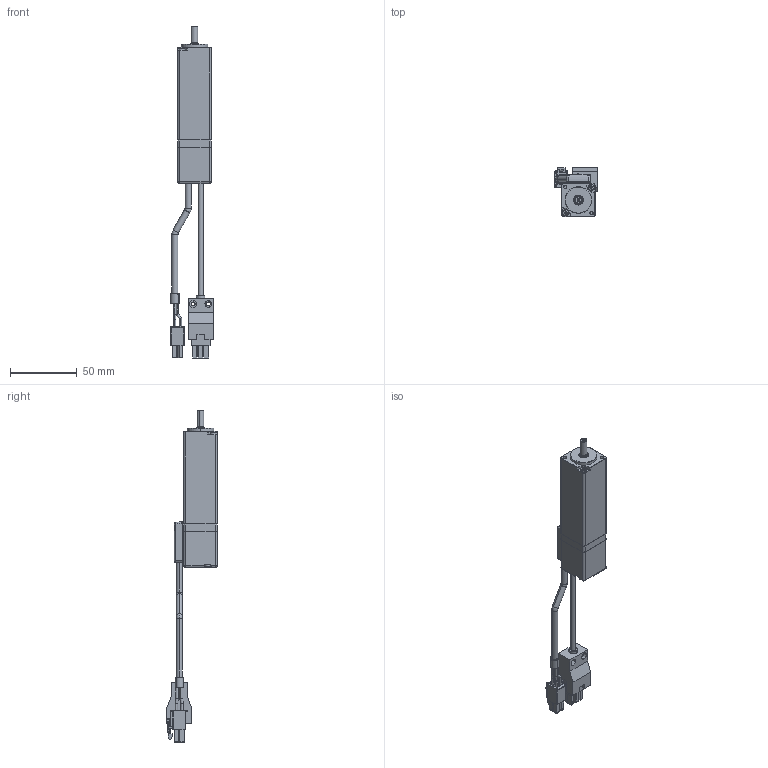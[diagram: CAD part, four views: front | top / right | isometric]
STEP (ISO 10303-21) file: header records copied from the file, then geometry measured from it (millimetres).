
FILE_DESCRIPTION( ('This file contains a STEP AP42 implementation' ,'as created by ZW3D STEP Interface translator.') ,'2;1' );
FILE_NAME( 'SV-X6MN005A-N2PA三维外形图.stp' ,'231020.11 832', (''), ('ZWCAD Software Co.'), 'Version 1.0', 'ZW3D to STEP translator', '' );
FILE_SCHEMA(('AUTOMOTIVE_DESIGN { 1 0 10303 214 1 1 1 1 }'));
Length unit declared in the file: millimetre
Products named in the file (2): 0; SV-X6MN005A-N2PA002
Bounding box: 32.04 x 37.65 x 248.91 mm (x, y, z)
Volume: 79248.1 mm3; surface area: 26082 mm2
Topology: 1 solids, 1 shells, 1310 faces, 3478 edges, 2217 vertices
Faces by surface type: plane 817, cylinder 342, torus 75, cone 49, bspline 15, sphere 12
Full cylindrical faces by diameter (mm): 13.2 x1
Entity records: 42694 total; most frequent: CARTESIAN_POINT 8726, ORIENTED_EDGE 6938, DIRECTION 6662, EDGE_CURVE 3468, VECTOR 2444, LINE 2444, VERTEX_POINT 2217, AXIS2_PLACEMENT_3D 2109
